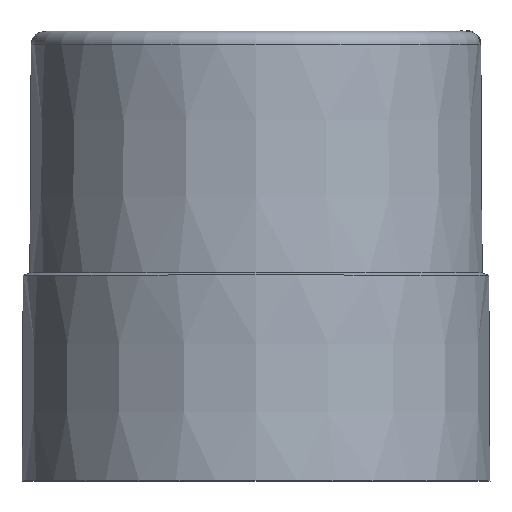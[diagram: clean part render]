
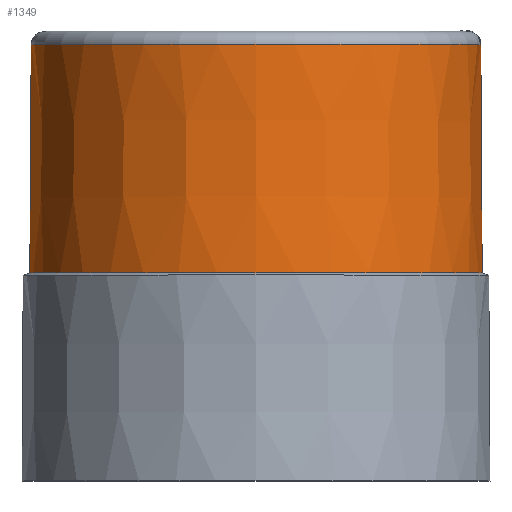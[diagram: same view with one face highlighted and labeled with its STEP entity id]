
A CAD part, top view. The second image highlights one B-rep face of the part: STEP entity #1349.
In plain terms, the highlighted conical face has half-angle 0.337 degrees and reference radius 17.057 mm.
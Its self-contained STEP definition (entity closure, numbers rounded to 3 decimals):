
#17=DIRECTION('',(0.006,1.,0.));
#18=VECTOR('',#17,17.27);
#19=CARTESIAN_POINT('',(85.893,15.737,0.));
#20=LINE('',#19,#18);
#35=CARTESIAN_POINT('',(103.,15.737,0.));
#36=DIRECTION('',(0.,1.,0.));
#37=DIRECTION('',(-1.,0.,0.));
#38=AXIS2_PLACEMENT_3D('',#35,#36,#37);
#365=CARTESIAN_POINT('',(103.,33.006,0.));
#366=DIRECTION('',(0.,1.,0.));
#367=DIRECTION('',(-1.,0.,0.));
#368=AXIS2_PLACEMENT_3D('',#365,#366,#367);
#529=DIRECTION('',(-0.006,1.,0.));
#530=VECTOR('',#529,17.27);
#531=CARTESIAN_POINT('',(120.107,15.737,
0.));
#532=LINE('',#531,#530);
#723=CARTESIAN_POINT('',(120.006,33.006,0.));
#724=VERTEX_POINT('',#723);
#725=CARTESIAN_POINT('',(85.994,33.006,0.));
#726=VERTEX_POINT('',#725);
#819=CARTESIAN_POINT('',(85.893,15.737,0.));
#820=CARTESIAN_POINT('',(120.107,15.737,
0.));
#821=VERTEX_POINT('',#819);
#822=VERTEX_POINT('',#820);
#1338=CARTESIAN_POINT('',(103.,24.371,0.));
#1339=DIRECTION('',(0.,-1.,0.));
#1340=DIRECTION('',(-1.,0.,0.));
#1341=AXIS2_PLACEMENT_3D('',#1338,#1339,#1340);
#1342=CONICAL_SURFACE('',#1341,17.057,0.337);
#1343=ORIENTED_EDGE('',*,*,#868,.F.);
#1344=ORIENTED_EDGE('',*,*,#840,.T.);
#1345=ORIENTED_EDGE('',*,*,#1228,.T.);
#1346=ORIENTED_EDGE('',*,*,#830,.F.);
#1347=EDGE_LOOP('',(#1343,#1344,#1345,#1346));
#1348=FACE_OUTER_BOUND('',#1347,.F.);
#1349=ADVANCED_FACE('',(#1348),#1342,.T.);
#39=CIRCLE('',#38,17.107);
#369=CIRCLE('',#368,17.006);
#830=EDGE_CURVE('',#822,#724,#532,.T.);
#840=EDGE_CURVE('',#821,#726,#20,.T.);
#868=EDGE_CURVE('',#821,#822,#39,.T.);
#1228=EDGE_CURVE('',#726,#724,#369,.T.);
